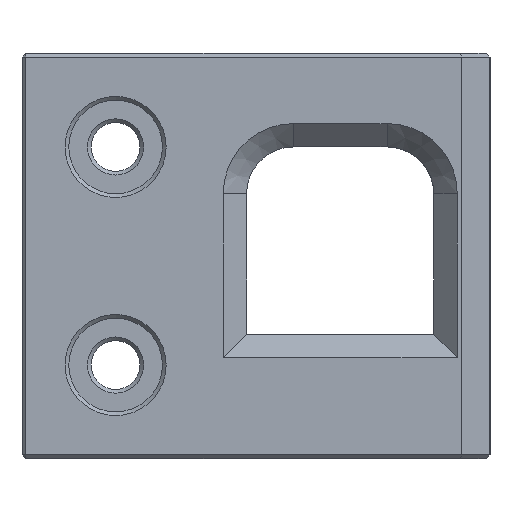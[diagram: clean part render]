
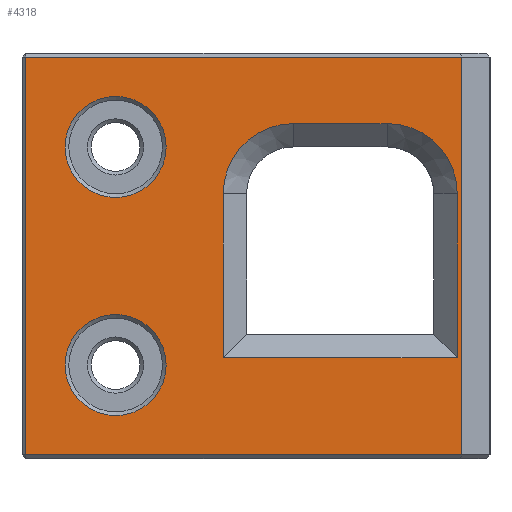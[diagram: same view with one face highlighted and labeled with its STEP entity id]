
A CAD part, left-side view. The second image highlights one B-rep face of the part: STEP entity #4318.
In plain terms, the highlighted planar face has unit normal (-1, 0, 0).
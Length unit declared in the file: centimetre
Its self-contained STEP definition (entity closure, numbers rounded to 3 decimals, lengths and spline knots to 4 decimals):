
#258=LINE($,#6835,#696);
#261=LINE($,#6842,#699);
#262=LINE($,#6844,#700);
#263=LINE($,#6846,#701);
#264=LINE($,#6847,#702);
#265=LINE($,#6853,#703);
#266=LINE($,#6855,#704);
#267=LINE($,#6859,#705);
#696=VECTOR($,#5577,2.5);
#699=VECTOR($,#5582,4.25);
#700=VECTOR($,#5583,4.66);
#701=VECTOR($,#5584,4.25);
#702=VECTOR($,#5585,4.66);
#703=VECTOR($,#5590,1.75);
#704=VECTOR($,#5591,1.75);
#705=VECTOR($,#5594,1.);
#999=PLANE($,#4688);
#1200=FACE_BOUND($,#1739,.T.);
#1201=FACE_BOUND($,#1740,.T.);
#1202=FACE_BOUND($,#1741,.T.);
#1396=FACE_OUTER_BOUND($,#1738,.T.);
#1738=EDGE_LOOP($,(#3598,#3599,#3600,#3601));
#1739=EDGE_LOOP($,(#3602));
#1740=EDGE_LOOP($,(#3603));
#1741=EDGE_LOOP($,(#3604,#3605,#3606,#3607,#3608,#3609));
#1996=CIRCLE($,#4689,0.54);
#1997=CIRCLE($,#4690,0.54);
#1998=CIRCLE($,#4691,0.75);
#1999=CIRCLE($,#4692,0.75);
#2262=VERTEX_POINT($,#6832);
#2263=VERTEX_POINT($,#6834);
#2265=VERTEX_POINT($,#6840);
#2266=VERTEX_POINT($,#6841);
#2267=VERTEX_POINT($,#6843);
#2268=VERTEX_POINT($,#6845);
#2269=VERTEX_POINT($,#6848);
#2270=VERTEX_POINT($,#6850);
#2271=VERTEX_POINT($,#6852);
#2272=VERTEX_POINT($,#6854);
#2273=VERTEX_POINT($,#6856);
#2274=VERTEX_POINT($,#6858);
#2731=EDGE_CURVE($,#2262,#2263,#258,.T.);
#2734=EDGE_CURVE($,#2265,#2266,#261,.T.);
#2735=EDGE_CURVE($,#2267,#2265,#262,.T.);
#2736=EDGE_CURVE($,#2267,#2268,#263,.T.);
#2737=EDGE_CURVE($,#2266,#2268,#264,.T.);
#2738=EDGE_CURVE($,#2269,#2269,#1996,.T.);
#2739=EDGE_CURVE($,#2270,#2270,#1997,.T.);
#2740=EDGE_CURVE($,#2263,#2271,#265,.T.);
#2741=EDGE_CURVE($,#2272,#2262,#266,.T.);
#2742=EDGE_CURVE($,#2273,#2272,#1998,.T.);
#2743=EDGE_CURVE($,#2274,#2273,#267,.T.);
#2744=EDGE_CURVE($,#2271,#2274,#1999,.T.);
#3598=ORIENTED_EDGE($,*,*,#2734,.F.);
#3599=ORIENTED_EDGE($,*,*,#2735,.F.);
#3600=ORIENTED_EDGE($,*,*,#2736,.T.);
#3601=ORIENTED_EDGE($,*,*,#2737,.F.);
#3602=ORIENTED_EDGE($,*,*,#2738,.T.);
#3603=ORIENTED_EDGE($,*,*,#2739,.T.);
#3604=ORIENTED_EDGE($,*,*,#2740,.F.);
#3605=ORIENTED_EDGE($,*,*,#2731,.F.);
#3606=ORIENTED_EDGE($,*,*,#2741,.F.);
#3607=ORIENTED_EDGE($,*,*,#2742,.F.);
#3608=ORIENTED_EDGE($,*,*,#2743,.F.);
#3609=ORIENTED_EDGE($,*,*,#2744,.F.);
#4318=ADVANCED_FACE($,(#1396,#1200,#1201,#1202),#999,.F.);
#4688=AXIS2_PLACEMENT_3D($,#6839,#5580,#5581);
#4689=AXIS2_PLACEMENT_3D($,#6849,#5586,#5587);
#4690=AXIS2_PLACEMENT_3D($,#6851,#5588,#5589);
#4691=AXIS2_PLACEMENT_3D($,#6857,#5592,#5593);
#4692=AXIS2_PLACEMENT_3D($,#6860,#5595,#5596);
#5577=DIRECTION($,(0.,-1.,0.));
#5580=DIRECTION('center_axis',(1.,0.,0.));
#5581=DIRECTION('ref_axis',(0.,1.,0.));
#5582=DIRECTION($,(0.,0.,-1.));
#5583=DIRECTION($,(0.,-1.,0.));
#5584=DIRECTION($,(0.,0.,-1.));
#5585=DIRECTION($,(0.,1.,0.));
#5586=DIRECTION('center_axis',(1.,0.,0.));
#5587=DIRECTION('ref_axis',(0.,1.,0.));
#5588=DIRECTION('center_axis',(1.,0.,0.));
#5589=DIRECTION('ref_axis',(0.,1.,0.));
#5590=DIRECTION($,(0.,0.,1.));
#5591=DIRECTION($,(0.,0.,-1.));
#5592=DIRECTION('center_axis',(-1.,0.,0.));
#5593=DIRECTION('ref_axis',(0.,0.707,0.707));
#5594=DIRECTION($,(0.,1.,0.));
#5595=DIRECTION('center_axis',(-1.,0.,0.));
#5596=DIRECTION('ref_axis',(0.,0.,1.));
#6832=CARTESIAN_POINT('',(-24.7822,4.1913,1.08));
#6834=CARTESIAN_POINT('',(-24.7822,1.6913,1.08));
#6835=CARTESIAN_POINT($,(-24.7822,2.2913,1.08));
#6839=CARTESIAN_POINT('Origin',(-24.7822,1.7413,0.));
#6840=CARTESIAN_POINT('',(-24.7822,1.6413,4.29));
#6841=CARTESIAN_POINT('',(-24.7822,1.6413,0.04));
#6842=CARTESIAN_POINT($,(-24.7822,1.6413,0.315));
#6843=CARTESIAN_POINT('',(-24.7822,6.3013,4.29));
#6844=CARTESIAN_POINT($,(-24.7822,2.2913,4.29));
#6845=CARTESIAN_POINT('',(-24.7822,6.3013,0.04));
#6846=CARTESIAN_POINT($,(-24.7822,6.3013,0.));
#6847=CARTESIAN_POINT($,(-24.7822,2.2913,0.04));
#6848=CARTESIAN_POINT('',(-24.7822,4.8013,3.33));
#6849=CARTESIAN_POINT('Origin',(-24.7822,5.3413,3.33));
#6850=CARTESIAN_POINT('',(-24.7822,4.8013,1.));
#6851=CARTESIAN_POINT('Origin',(-24.7822,5.3413,1.));
#6852=CARTESIAN_POINT('',(-24.7822,1.6913,2.83));
#6853=CARTESIAN_POINT($,(-24.7822,1.6913,0.3325));
#6854=CARTESIAN_POINT('',(-24.7822,4.1913,2.83));
#6855=CARTESIAN_POINT($,(-24.7822,4.1913,0.5825));
#6856=CARTESIAN_POINT('',(-24.7822,3.4413,3.58));
#6857=CARTESIAN_POINT('Origin',(-24.7822,3.4413,2.83));
#6858=CARTESIAN_POINT('',(-24.7822,2.4413,3.58));
#6859=CARTESIAN_POINT($,(-24.7822,2.0913,3.58));
#6860=CARTESIAN_POINT('Origin',(-24.7822,2.4413,2.83));
